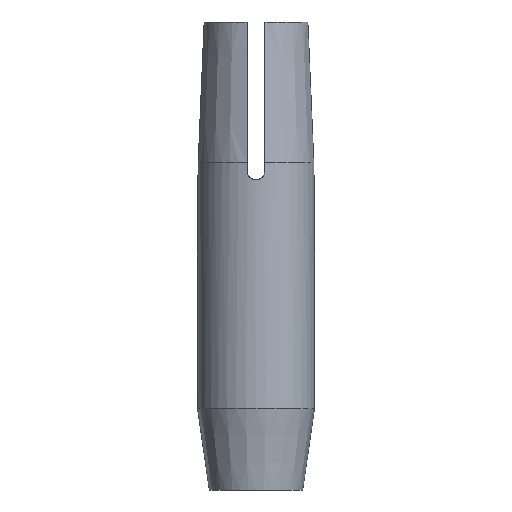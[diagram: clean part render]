
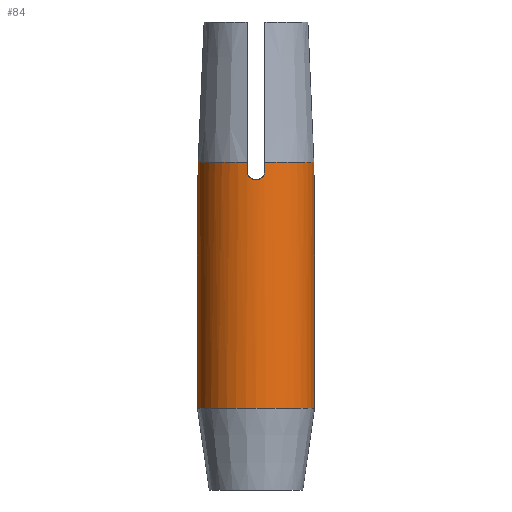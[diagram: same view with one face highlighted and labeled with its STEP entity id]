
A CAD part, front view. The second image highlights one B-rep face of the part: STEP entity #84.
In plain terms, the highlighted cylindrical face has radius 5 mm (diameter 10 mm), a partial arc.
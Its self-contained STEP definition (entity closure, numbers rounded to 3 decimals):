
#4 = ORIENTED_EDGE ( 'NONE', *, *, #470, .T. ) ;
#5 = VERTEX_POINT ( 'NONE', #636 ) ;
#6 = ORIENTED_EDGE ( 'NONE', *, *, #280, .T. ) ;
#9 = EDGE_LOOP ( 'NONE', ( #79, #304, #4, #6, #31, #47, #17, #38, #32, #24, #35, #57 ) ) ;
#14 = VERTEX_POINT ( 'NONE', #613 ) ;
#15 = EDGE_CURVE ( 'NONE', #505, #36, #612, .T. ) ;
#17 = ORIENTED_EDGE ( 'NONE', *, *, #15, .T. ) ;
#24 = ORIENTED_EDGE ( 'NONE', *, *, #500, .F. ) ;
#27 = EDGE_CURVE ( 'NONE', #498, #34, #648, .T. ) ;
#28 = EDGE_CURVE ( 'NONE', #14, #501, #640, .T. ) ;
#31 = ORIENTED_EDGE ( 'NONE', *, *, #42, .T. ) ;
#32 = ORIENTED_EDGE ( 'NONE', *, *, #28, .T. ) ;
#34 = VERTEX_POINT ( 'NONE', #697 ) ;
#35 = ORIENTED_EDGE ( 'NONE', *, *, #27, .T. ) ;
#36 = VERTEX_POINT ( 'NONE', #696 ) ;
#37 = EDGE_CURVE ( 'NONE', #36, #14, #693, .T. ) ;
#38 = ORIENTED_EDGE ( 'NONE', *, *, #37, .T. ) ;
#42 = EDGE_CURVE ( 'NONE', #5, #506, #667, .T. ) ;
#47 = ORIENTED_EDGE ( 'NONE', *, *, #507, .F. ) ;
#56 = EDGE_CURVE ( 'NONE', #34, #401, #711, .T. ) ;
#57 = ORIENTED_EDGE ( 'NONE', *, *, #56, .T. ) ;
#79 = ORIENTED_EDGE ( 'NONE', *, *, #259, .F. ) ;
#84 = ADVANCED_FACE ( 'NONE', ( #732 ), #789, .T. ) ;
#240 = VERTEX_POINT ( 'NONE', #1024 ) ;
#242 = VERTEX_POINT ( 'NONE', #1023 ) ;
#259 = EDGE_CURVE ( 'NONE', #242, #401, #998, .T. ) ;
#280 = EDGE_CURVE ( 'NONE', #419, #5, #1080, .T. ) ;
#304 = ORIENTED_EDGE ( 'NONE', *, *, #305, .T. ) ;
#305 = EDGE_CURVE ( 'NONE', #242, #240, #1145, .T. ) ;
#401 = VERTEX_POINT ( 'NONE', #1249 ) ;
#419 = VERTEX_POINT ( 'NONE', #1330 ) ;
#470 = EDGE_CURVE ( 'NONE', #240, #419, #1408, .T. ) ;
#498 = VERTEX_POINT ( 'NONE', #1479 ) ;
#500 = EDGE_CURVE ( 'NONE', #498, #501, #1478, .T. ) ;
#501 = VERTEX_POINT ( 'NONE', #1463 ) ;
#505 = VERTEX_POINT ( 'NONE', #1460 ) ;
#506 = VERTEX_POINT ( 'NONE', #1462 ) ;
#507 = EDGE_CURVE ( 'NONE', #505, #506, #1510, .T. ) ;
#609 = DIRECTION ( 'NONE',  ( 0., 0., -1. ) ) ;
#610 = VECTOR ( 'NONE', #609, 1000. ) ;
#611 = CARTESIAN_POINT ( 'NONE',  ( 0.75, -4.943, 0. ) ) ;
#612 = LINE ( 'NONE', #611, #610 ) ;
#613 = CARTESIAN_POINT ( 'NONE',  ( -0.75, -4.943, -12.75 ) ) ;
#636 = CARTESIAN_POINT ( 'NONE',  ( 4.943, -0.75, -12.75 ) ) ;
#637 = DIRECTION ( 'NONE',  ( 0., 0., 1. ) ) ;
#638 = VECTOR ( 'NONE', #637, 1000. ) ;
#639 = CARTESIAN_POINT ( 'NONE',  ( -0.75, -4.943, 0. ) ) ;
#640 = LINE ( 'NONE', #639, #638 ) ;
#641 = DIRECTION ( 'NONE',  ( 0., 0., -1. ) ) ;
#642 = VECTOR ( 'NONE', #641, 1000. ) ;
#643 = CARTESIAN_POINT ( 'NONE',  ( -4.943, -0.75, 0. ) ) ;
#648 = LINE ( 'NONE', #643, #642 ) ;
#667 = LINE ( 'NONE', #672, #731 ) ;
#672 = CARTESIAN_POINT ( 'NONE',  ( 4.943, -0.75, 0. ) ) ;
#675 = CARTESIAN_POINT ( 'NONE',  ( -0.75, -4.943, -12.75 ) ) ;
#676 = CARTESIAN_POINT ( 'NONE',  ( -0.75, -4.943, -12.948 ) ) ;
#677 = CARTESIAN_POINT ( 'NONE',  ( -0.67, -4.957, -13.141 ) ) ;
#678 = CARTESIAN_POINT ( 'NONE',  ( -0.46, -4.979, -13.35 ) ) ;
#679 = CARTESIAN_POINT ( 'NONE',  ( -0.378, -4.987, -13.405 ) ) ;
#680 = CARTESIAN_POINT ( 'NONE',  ( -0.196, -4.997, -13.481 ) ) ;
#681 = CARTESIAN_POINT ( 'NONE',  ( -0.097, -5., -13.5 ) ) ;
#682 = CARTESIAN_POINT ( 'NONE',  ( 0.196, -5., -13.5 ) ) ;
#683 = CARTESIAN_POINT ( 'NONE',  ( 0.392, -4.987, -13.418 ) ) ;
#684 = CARTESIAN_POINT ( 'NONE',  ( 0.599, -4.964, -13.211 ) ) ;
#685 = CARTESIAN_POINT ( 'NONE',  ( 0.655, -4.957, -13.128 ) ) ;
#686 = CARTESIAN_POINT ( 'NONE',  ( 0.73, -4.947, -12.947 ) ) ;
#687 = CARTESIAN_POINT ( 'NONE',  ( 0.75, -4.943, -12.849 ) ) ;
#688 = CARTESIAN_POINT ( 'NONE',  ( 0.75, -4.943, -12.75 ) ) ;
#693 = B_SPLINE_CURVE_WITH_KNOTS ( 'NONE', 3,
 ( #688, #687, #686, #685, #684, #683, #682, #681, #680, #679, #678, #677, #676, #675 ),
 .UNSPECIFIED., .F., .F.,
 ( 4, 2, 2, 2, 2, 2, 4 ),
 ( 0., 0., 0.001, 0.001, 0.001, 0.002, 0.002 ),
 .UNSPECIFIED. ) ;
#696 = CARTESIAN_POINT ( 'NONE',  ( 0.75, -4.943, -12.75 ) ) ;
#697 = CARTESIAN_POINT ( 'NONE',  ( -4.943, -0.75, -12.75 ) ) ;
#703 = CARTESIAN_POINT ( 'NONE',  ( -5., -0.196, -13.5 ) ) ;
#704 = CARTESIAN_POINT ( 'NONE',  ( -4.987, -0.392, -13.419 ) ) ;
#705 = CARTESIAN_POINT ( 'NONE',  ( -4.964, -0.599, -13.211 ) ) ;
#706 = CARTESIAN_POINT ( 'NONE',  ( -4.957, -0.655, -13.128 ) ) ;
#707 = CARTESIAN_POINT ( 'NONE',  ( -4.947, -0.73, -12.947 ) ) ;
#708 = CARTESIAN_POINT ( 'NONE',  ( -4.943, -0.75, -12.849 ) ) ;
#709 = CARTESIAN_POINT ( 'NONE',  ( -4.943, -0.75, -12.75 ) ) ;
#711 = B_SPLINE_CURVE_WITH_KNOTS ( 'NONE', 3,
 ( #709, #708, #707, #706, #705, #704, #703, #764 ),
 .UNSPECIFIED., .F., .F.,
 ( 4, 2, 2, 4 ),
 ( 0., 0., 0.001, 0.001 ),
 .UNSPECIFIED. ) ;
#730 = DIRECTION ( 'NONE',  ( 0., 0., 1. ) ) ;
#731 = VECTOR ( 'NONE', #730, 1000. ) ;
#732 = FACE_OUTER_BOUND ( 'NONE', #9, .T. ) ;
#764 = CARTESIAN_POINT ( 'NONE',  ( -5., 0., -13.5 ) ) ;
#785 = DIRECTION ( 'NONE',  ( 1., 0., 0. ) ) ;
#786 = DIRECTION ( 'NONE',  ( 0., 0., 1. ) ) ;
#787 = CARTESIAN_POINT ( 'NONE',  ( 0., 0., 0. ) ) ;
#788 = AXIS2_PLACEMENT_3D ( 'NONE', #787, #786, #785 ) ;
#789 = CYLINDRICAL_SURFACE ( 'NONE', #788, 5. ) ;
#826 = CARTESIAN_POINT ( 'NONE',  ( 4.943, -0.75, -12.948 ) ) ;
#827 = CARTESIAN_POINT ( 'NONE',  ( 4.957, -0.67, -13.141 ) ) ;
#829 = CARTESIAN_POINT ( 'NONE',  ( 4.943, -0.75, -12.75 ) ) ;
#996 = VECTOR ( 'NONE', #1058, 1000. ) ;
#997 = CARTESIAN_POINT ( 'NONE',  ( -5., 0., 0. ) ) ;
#998 = LINE ( 'NONE', #997, #996 ) ;
#1023 = CARTESIAN_POINT ( 'NONE',  ( -5., 0., -33. ) ) ;
#1024 = CARTESIAN_POINT ( 'NONE',  ( 5., 0., -33. ) ) ;
#1058 = DIRECTION ( 'NONE',  ( 0., 0., 1. ) ) ;
#1059 = CARTESIAN_POINT ( 'NONE',  ( 4.979, -0.46, -13.35 ) ) ;
#1060 = CARTESIAN_POINT ( 'NONE',  ( 4.987, -0.378, -13.405 ) ) ;
#1061 = CARTESIAN_POINT ( 'NONE',  ( 4.997, -0.196, -13.481 ) ) ;
#1062 = CARTESIAN_POINT ( 'NONE',  ( 5., -0.098, -13.5 ) ) ;
#1063 = CARTESIAN_POINT ( 'NONE',  ( 5., 0., -13.5 ) ) ;
#1080 = B_SPLINE_CURVE_WITH_KNOTS ( 'NONE', 3,
 ( #1063, #1062, #1061, #1060, #1059, #827, #826, #829 ),
 .UNSPECIFIED., .F., .F.,
 ( 4, 2, 2, 4 ),
 ( 0.001, 0.001, 0.002, 0.002 ),
 .UNSPECIFIED. ) ;
#1131 = DIRECTION ( 'NONE',  ( 1., 0., 0. ) ) ;
#1132 = DIRECTION ( 'NONE',  ( 0., 0., 1. ) ) ;
#1133 = CARTESIAN_POINT ( 'NONE',  ( 0., 0., -33. ) ) ;
#1144 = AXIS2_PLACEMENT_3D ( 'NONE', #1133, #1132, #1131 ) ;
#1145 = CIRCLE ( 'NONE', #1144, 5. ) ;
#1249 = CARTESIAN_POINT ( 'NONE',  ( -5., 0., -13.5 ) ) ;
#1330 = CARTESIAN_POINT ( 'NONE',  ( 5., 0., -13.5 ) ) ;
#1405 = DIRECTION ( 'NONE',  ( 0., 0., 1. ) ) ;
#1406 = VECTOR ( 'NONE', #1405, 1000. ) ;
#1407 = CARTESIAN_POINT ( 'NONE',  ( 5., 0., 0. ) ) ;
#1408 = LINE ( 'NONE', #1407, #1406 ) ;
#1460 = CARTESIAN_POINT ( 'NONE',  ( 0.75, -4.943, -12. ) ) ;
#1462 = CARTESIAN_POINT ( 'NONE',  ( 4.943, -0.75, -12. ) ) ;
#1463 = CARTESIAN_POINT ( 'NONE',  ( -0.75, -4.943, -12. ) ) ;
#1464 = DIRECTION ( 'NONE',  ( 1., 0., 0. ) ) ;
#1465 = DIRECTION ( 'NONE',  ( 0., 0., 1. ) ) ;
#1466 = CARTESIAN_POINT ( 'NONE',  ( 0., 0., -12. ) ) ;
#1477 = AXIS2_PLACEMENT_3D ( 'NONE', #1466, #1465, #1464 ) ;
#1478 = CIRCLE ( 'NONE', #1477, 5. ) ;
#1479 = CARTESIAN_POINT ( 'NONE',  ( -4.943, -0.75, -12. ) ) ;
#1507 = DIRECTION ( 'NONE',  ( 1., 0., 0. ) ) ;
#1508 = DIRECTION ( 'NONE',  ( 0., 0., 1. ) ) ;
#1509 = AXIS2_PLACEMENT_3D ( 'NONE', #1521, #1508, #1507 ) ;
#1510 = CIRCLE ( 'NONE', #1509, 5. ) ;
#1521 = CARTESIAN_POINT ( 'NONE',  ( 0., 0., -12. ) ) ;
